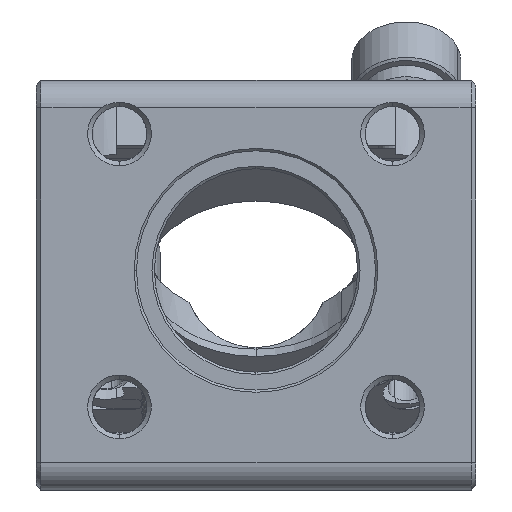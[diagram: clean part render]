
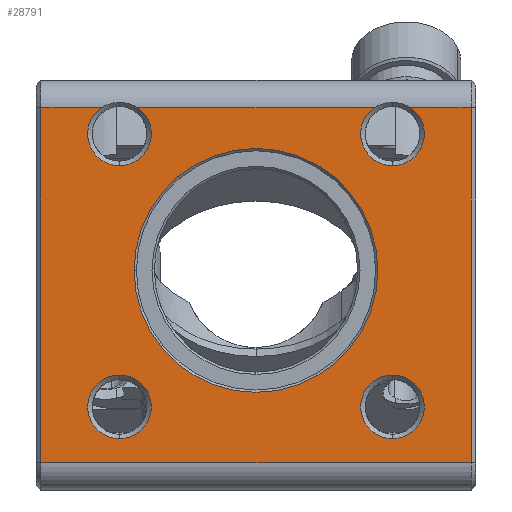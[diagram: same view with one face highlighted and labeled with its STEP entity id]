
A CAD part, left-side view. The second image highlights one B-rep face of the part: STEP entity #28791.
In plain terms, the highlighted planar face has unit normal (-1, 0, 0).
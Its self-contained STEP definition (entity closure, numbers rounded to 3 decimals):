
#155 = CIRCLE ( 'NONE', #19004, 13.399 ) ;
#263 = VERTEX_POINT ( 'NONE', #16667 ) ;
#285 = CARTESIAN_POINT ( 'NONE',  ( -9.367, 26.22, -14.763 ) ) ;
#472 = LINE ( 'NONE', #18372, #8160 ) ;
#473 = EDGE_LOOP ( 'NONE', ( #690, #25268 ) ) ;
#481 = AXIS2_PLACEMENT_3D ( 'NONE', #17595, #2861, #10605 ) ;
#690 = ORIENTED_EDGE ( 'NONE', *, *, #16522, .F. ) ;
#855 = AXIS2_PLACEMENT_3D ( 'NONE', #30799, #21082, #23914 ) ;
#892 = DIRECTION ( 'NONE',  ( 0., 0., -1. ) ) ;
#1026 = CARTESIAN_POINT ( 'NONE',  ( -9.367, 11.22, 0.237 ) ) ;
#1252 = EDGE_CURVE ( 'NONE', #14589, #6016, #17897, .T. ) ;
#1794 = CARTESIAN_POINT ( 'NONE',  ( -9.367, 41.22, 0.237 ) ) ;
#1901 = EDGE_LOOP ( 'NONE', ( #21479, #8598 ) ) ;
#2427 = VECTOR ( 'NONE', #20827, 1000. ) ;
#2479 = DIRECTION ( 'NONE',  ( 0., 0., -1. ) ) ;
#2551 = ORIENTED_EDGE ( 'NONE', *, *, #19261, .T. ) ;
#2861 = DIRECTION ( 'NONE',  ( 1., 0., 0. ) ) ;
#2926 = CARTESIAN_POINT ( 'NONE',  ( -9.367, 49.85, -35.893 ) ) ;
#2942 = CIRCLE ( 'NONE', #10874, 3.5 ) ;
#2955 = CARTESIAN_POINT ( 'NONE',  ( -9.367, 41.22, 0.237 ) ) ;
#3082 = EDGE_CURVE ( 'NONE', #6016, #28209, #472, .T. ) ;
#3505 = DIRECTION ( 'NONE',  ( 0., 0., -1. ) ) ;
#3747 = DIRECTION ( 'NONE',  ( 1., 0., 0. ) ) ;
#4429 = AXIS2_PLACEMENT_3D ( 'NONE', #23791, #31538, #9250 ) ;
#4663 = ORIENTED_EDGE ( 'NONE', *, *, #21674, .T. ) ;
#4717 = VERTEX_POINT ( 'NONE', #18439 ) ;
#5071 = DIRECTION ( 'NONE',  ( 1., 0., 0. ) ) ;
#5142 = DIRECTION ( 'NONE',  ( 0., -1., 0. ) ) ;
#5219 = DIRECTION ( 'NONE',  ( 0., -1., 0. ) ) ;
#5243 = CARTESIAN_POINT ( 'NONE',  ( -9.367, 43.223, 3.107 ) ) ;
#5384 = CIRCLE ( 'NONE', #4429, 3.5 ) ;
#5610 = DIRECTION ( 'NONE',  ( 1., 0., 0. ) ) ;
#5932 = AXIS2_PLACEMENT_3D ( 'NONE', #2955, #20197, #10385 ) ;
#6016 = VERTEX_POINT ( 'NONE', #21249 ) ;
#6893 = VERTEX_POINT ( 'NONE', #10720 ) ;
#7447 = ORIENTED_EDGE ( 'NONE', *, *, #8721, .T. ) ;
#8017 = EDGE_CURVE ( 'NONE', #19662, #30773, #5384, .T. ) ;
#8066 = CARTESIAN_POINT ( 'NONE',  ( -9.367, 41.22, -3.263 ) ) ;
#8160 = VECTOR ( 'NONE', #13400, 1000. ) ;
#8584 = LINE ( 'NONE', #28728, #22452 ) ;
#8598 = ORIENTED_EDGE ( 'NONE', *, *, #18263, .T. ) ;
#8645 = VECTOR ( 'NONE', #13452, 1000. ) ;
#8721 = EDGE_CURVE ( 'NONE', #11574, #22838, #11916, .T. ) ;
#8774 = AXIS2_PLACEMENT_3D ( 'NONE', #17989, #5610, #892 ) ;
#8984 = DIRECTION ( 'NONE',  ( 0., 0., -1. ) ) ;
#8999 = EDGE_CURVE ( 'NONE', #20357, #26930, #25257, .T. ) ;
#9250 = DIRECTION ( 'NONE',  ( 0., 0., -1. ) ) ;
#9398 = CARTESIAN_POINT ( 'NONE',  ( -9.367, 2.09, 3.107 ) ) ;
#9560 = CARTESIAN_POINT ( 'NONE',  ( -9.367, 12.822, -14.763 ) ) ;
#9725 = ORIENTED_EDGE ( 'NONE', *, *, #28339, .T. ) ;
#10028 = VERTEX_POINT ( 'NONE', #23658 ) ;
#10043 = EDGE_CURVE ( 'NONE', #22838, #25686, #12803, .T. ) ;
#10385 = DIRECTION ( 'NONE',  ( 0., 0., -1. ) ) ;
#10585 = EDGE_LOOP ( 'NONE', ( #30755, #22613 ) ) ;
#10603 = EDGE_LOOP ( 'NONE', ( #11011, #25765, #16252, #27899, #22155, #9725, #4663, #25741, #2551, #7447 ) ) ;
#10605 = DIRECTION ( 'NONE',  ( 0., 0., -1. ) ) ;
#10720 = CARTESIAN_POINT ( 'NONE',  ( -9.367, 9.217, 3.107 ) ) ;
#10874 = AXIS2_PLACEMENT_3D ( 'NONE', #1026, #18243, #3505 ) ;
#11011 = ORIENTED_EDGE ( 'NONE', *, *, #10043, .T. ) ;
#11060 = VERTEX_POINT ( 'NONE', #11981 ) ;
#11194 = LINE ( 'NONE', #9398, #14293 ) ;
#11274 = FACE_OUTER_BOUND ( 'NONE', #10603, .T. ) ;
#11574 = VERTEX_POINT ( 'NONE', #8066 ) ;
#11916 = CIRCLE ( 'NONE', #21852, 3.5 ) ;
#11981 = CARTESIAN_POINT ( 'NONE',  ( -9.367, 13.223, 3.107 ) ) ;
#12040 = FACE_BOUND ( 'NONE', #1901, .T. ) ;
#12293 = VERTEX_POINT ( 'NONE', #19094 ) ;
#12444 = CIRCLE ( 'NONE', #31149, 3.5 ) ;
#12687 = CARTESIAN_POINT ( 'NONE',  ( -9.367, 39.619, -14.763 ) ) ;
#12803 = LINE ( 'NONE', #21265, #2427 ) ;
#13124 = CARTESIAN_POINT ( 'NONE',  ( -9.367, 2.09, 3.107 ) ) ;
#13296 = CARTESIAN_POINT ( 'NONE',  ( -9.367, 11.22, -29.763 ) ) ;
#13400 = DIRECTION ( 'NONE',  ( 0., 0., 1. ) ) ;
#13452 = DIRECTION ( 'NONE',  ( 0., 1., 0. ) ) ;
#14140 = DIRECTION ( 'NONE',  ( 0., 0., -1. ) ) ;
#14293 = VECTOR ( 'NONE', #31257, 1000. ) ;
#14589 = VERTEX_POINT ( 'NONE', #2926 ) ;
#15817 = CARTESIAN_POINT ( 'NONE',  ( -9.367, 41.22, -26.263 ) ) ;
#16036 = CIRCLE ( 'NONE', #5932, 3.5 ) ;
#16053 = CARTESIAN_POINT ( 'NONE',  ( -9.367, 41.22, -33.263 ) ) ;
#16252 = ORIENTED_EDGE ( 'NONE', *, *, #1252, .T. ) ;
#16522 = EDGE_CURVE ( 'NONE', #26930, #20357, #155, .T. ) ;
#16667 = CARTESIAN_POINT ( 'NONE',  ( -9.367, 11.22, -33.263 ) ) ;
#17595 = CARTESIAN_POINT ( 'NONE',  ( -9.367, 2.09, -38.893 ) ) ;
#17897 = LINE ( 'NONE', #17978, #26002 ) ;
#17908 = AXIS2_PLACEMENT_3D ( 'NONE', #285, #27234, #5142 ) ;
#17978 = CARTESIAN_POINT ( 'NONE',  ( -9.367, 2.09, -35.893 ) ) ;
#17989 = CARTESIAN_POINT ( 'NONE',  ( -9.367, 41.22, -29.763 ) ) ;
#18233 = FACE_BOUND ( 'NONE', #473, .T. ) ;
#18243 = DIRECTION ( 'NONE',  ( 1., 0., 0. ) ) ;
#18263 = EDGE_CURVE ( 'NONE', #263, #4717, #23851, .T. ) ;
#18372 = CARTESIAN_POINT ( 'NONE',  ( -9.367, 2.59, -38.893 ) ) ;
#18439 = CARTESIAN_POINT ( 'NONE',  ( -9.367, 11.22, -26.263 ) ) ;
#19004 = AXIS2_PLACEMENT_3D ( 'NONE', #27406, #20068, #5219 ) ;
#19094 = CARTESIAN_POINT ( 'NONE',  ( -9.367, 39.217, 3.107 ) ) ;
#19261 = EDGE_CURVE ( 'NONE', #12293, #11574, #16036, .T. ) ;
#19662 = VERTEX_POINT ( 'NONE', #16053 ) ;
#20068 = DIRECTION ( 'NONE',  ( -1., 0., 0. ) ) ;
#20197 = DIRECTION ( 'NONE',  ( 1., 0., 0. ) ) ;
#20357 = VERTEX_POINT ( 'NONE', #12687 ) ;
#20827 = DIRECTION ( 'NONE',  ( 0., 1., 0. ) ) ;
#20963 = CIRCLE ( 'NONE', #8774, 3.5 ) ;
#21058 = DIRECTION ( 'NONE',  ( 0., 0., -1. ) ) ;
#21082 = DIRECTION ( 'NONE',  ( 1., 0., 0. ) ) ;
#21249 = CARTESIAN_POINT ( 'NONE',  ( -9.367, 2.59, -35.893 ) ) ;
#21265 = CARTESIAN_POINT ( 'NONE',  ( -9.367, 2.09, 3.107 ) ) ;
#21359 = CARTESIAN_POINT ( 'NONE',  ( -9.367, 49.85, 3.107 ) ) ;
#21479 = ORIENTED_EDGE ( 'NONE', *, *, #26731, .T. ) ;
#21674 = EDGE_CURVE ( 'NONE', #10028, #11060, #2942, .T. ) ;
#21852 = AXIS2_PLACEMENT_3D ( 'NONE', #1794, #28388, #8984 ) ;
#22155 = ORIENTED_EDGE ( 'NONE', *, *, #30778, .T. ) ;
#22157 = CIRCLE ( 'NONE', #855, 3.5 ) ;
#22452 = VECTOR ( 'NONE', #14140, 1000. ) ;
#22613 = ORIENTED_EDGE ( 'NONE', *, *, #8017, .T. ) ;
#22838 = VERTEX_POINT ( 'NONE', #5243 ) ;
#23576 = EDGE_CURVE ( 'NONE', #11060, #12293, #11194, .T. ) ;
#23658 = CARTESIAN_POINT ( 'NONE',  ( -9.367, 11.22, -3.263 ) ) ;
#23791 = CARTESIAN_POINT ( 'NONE',  ( -9.367, 41.22, -29.763 ) ) ;
#23851 = CIRCLE ( 'NONE', #29941, 3.5 ) ;
#23914 = DIRECTION ( 'NONE',  ( 0., 0., -1. ) ) ;
#25257 = CIRCLE ( 'NONE', #17908, 13.399 ) ;
#25268 = ORIENTED_EDGE ( 'NONE', *, *, #8999, .F. ) ;
#25374 = PLANE ( 'NONE',  #481 ) ;
#25686 = VERTEX_POINT ( 'NONE', #21359 ) ;
#25741 = ORIENTED_EDGE ( 'NONE', *, *, #23576, .T. ) ;
#25765 = ORIENTED_EDGE ( 'NONE', *, *, #29006, .T. ) ;
#26002 = VECTOR ( 'NONE', #30272, 1000. ) ;
#26731 = EDGE_CURVE ( 'NONE', #4717, #263, #12444, .T. ) ;
#26930 = VERTEX_POINT ( 'NONE', #9560 ) ;
#27234 = DIRECTION ( 'NONE',  ( -1., 0., 0. ) ) ;
#27406 = CARTESIAN_POINT ( 'NONE',  ( -9.367, 26.22, -14.763 ) ) ;
#27899 = ORIENTED_EDGE ( 'NONE', *, *, #3082, .T. ) ;
#27904 = CARTESIAN_POINT ( 'NONE',  ( -9.367, 2.59, 3.107 ) ) ;
#28209 = VERTEX_POINT ( 'NONE', #27904 ) ;
#28320 = LINE ( 'NONE', #13124, #8645 ) ;
#28339 = EDGE_CURVE ( 'NONE', #6893, #10028, #22157, .T. ) ;
#28388 = DIRECTION ( 'NONE',  ( 1., 0., 0. ) ) ;
#28728 = CARTESIAN_POINT ( 'NONE',  ( -9.367, 49.85, -38.893 ) ) ;
#28791 = ADVANCED_FACE ( 'NONE', ( #11274, #12040, #30959, #18233 ), #25374, .F. ) ;
#29006 = EDGE_CURVE ( 'NONE', #25686, #14589, #8584, .T. ) ;
#29544 = CARTESIAN_POINT ( 'NONE',  ( -9.367, 11.22, -29.763 ) ) ;
#29941 = AXIS2_PLACEMENT_3D ( 'NONE', #29544, #5071, #2479 ) ;
#30272 = DIRECTION ( 'NONE',  ( 0., -1., 0. ) ) ;
#30755 = ORIENTED_EDGE ( 'NONE', *, *, #30877, .T. ) ;
#30773 = VERTEX_POINT ( 'NONE', #15817 ) ;
#30778 = EDGE_CURVE ( 'NONE', #28209, #6893, #28320, .T. ) ;
#30799 = CARTESIAN_POINT ( 'NONE',  ( -9.367, 11.22, 0.237 ) ) ;
#30877 = EDGE_CURVE ( 'NONE', #30773, #19662, #20963, .T. ) ;
#30959 = FACE_BOUND ( 'NONE', #10585, .T. ) ;
#31149 = AXIS2_PLACEMENT_3D ( 'NONE', #13296, #3747, #21058 ) ;
#31257 = DIRECTION ( 'NONE',  ( 0., 1., 0. ) ) ;
#31538 = DIRECTION ( 'NONE',  ( 1., 0., 0. ) ) ;
